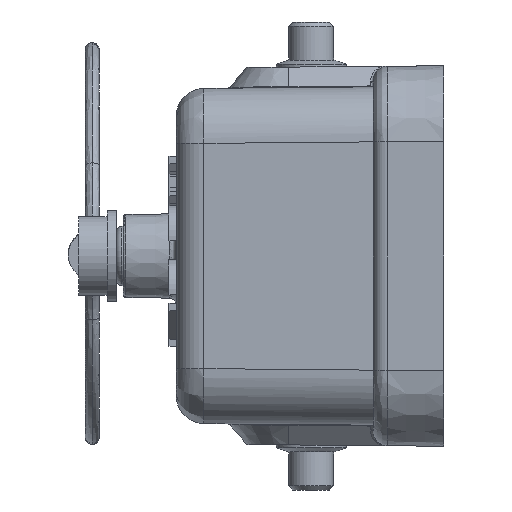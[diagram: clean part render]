
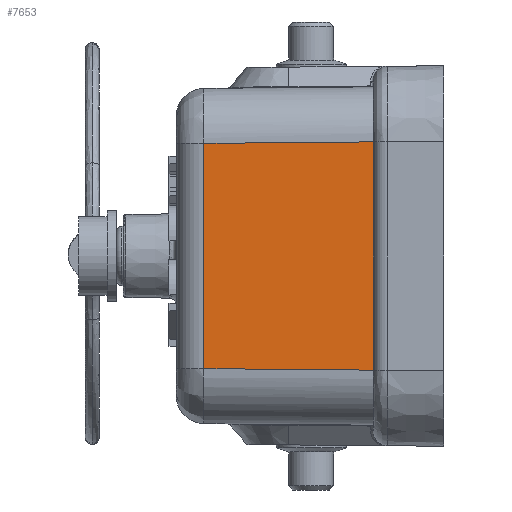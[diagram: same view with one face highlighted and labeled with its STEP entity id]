
A CAD part, left-side view. The second image highlights one B-rep face of the part: STEP entity #7653.
In plain terms, the highlighted planar face has unit normal (-1, 0.009, 0).
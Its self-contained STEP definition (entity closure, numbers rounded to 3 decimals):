
#503=DIRECTION('',(0.,0.,-1.));
#504=VECTOR('',#503,16.2);
#505=CARTESIAN_POINT('',(-12.,0.,
8.1));
#506=LINE('',#505,#504);
#513=CARTESIAN_POINT('',(-12.,0.,8.1));
#657=DIRECTION('',(0.,0.,1.));
#658=VECTOR('',#657,15.99);
#659=CARTESIAN_POINT('',(-11.895,12.017,-7.995));
#660=LINE('',#659,#658);
#2254=DIRECTION('',(0.009,1.,-0.009));
#2255=VECTOR('',#2254,12.018);
#2256=CARTESIAN_POINT('',(-12.,0.,
8.1));
#2257=LINE('',#2256,#2255);
#2258=DIRECTION('',(-0.009,-1.,-0.009));
#2259=VECTOR('',#2258,12.018);
#2260=CARTESIAN_POINT('',(-11.895,12.017,
-7.995));
#2261=LINE('',#2260,#2259);
#3426=CARTESIAN_POINT('',(-11.895,12.017,
-7.995));
#3427=CARTESIAN_POINT('',(-12.,0.,
-8.1));
#3428=VERTEX_POINT('',#3426);
#3429=VERTEX_POINT('',#3427);
#3642=VERTEX_POINT('',#513);
#3828=CARTESIAN_POINT('',(-11.895,12.017,7.995));
#3829=VERTEX_POINT('',#3828);
#7641=CARTESIAN_POINT('',(-12.,0.,-13.448));
#7642=DIRECTION('',(-1.,0.009,0.));
#7643=DIRECTION('',(-0.009,-1.,0.));
#7644=AXIS2_PLACEMENT_3D('',#7641,#7642,#7643);
#7645=PLANE('',#7644);
#7647=ORIENTED_EDGE('',*,*,#7646,.F.);
#7648=ORIENTED_EDGE('',*,*,#4841,.T.);
#7649=ORIENTED_EDGE('',*,*,#7634,.F.);
#7650=ORIENTED_EDGE('',*,*,#5168,.T.);
#7651=EDGE_LOOP('',(#7647,#7648,#7649,#7650));
#7652=FACE_OUTER_BOUND('',#7651,.F.);
#7653=ADVANCED_FACE('',(#7652),#7645,.T.);
#4841=EDGE_CURVE('',#3642,#3429,#506,.T.);
#5168=EDGE_CURVE('',#3428,#3829,#660,.T.);
#7634=EDGE_CURVE('',#3428,#3429,#2261,.T.);
#7646=EDGE_CURVE('',#3642,#3829,#2257,.T.);
